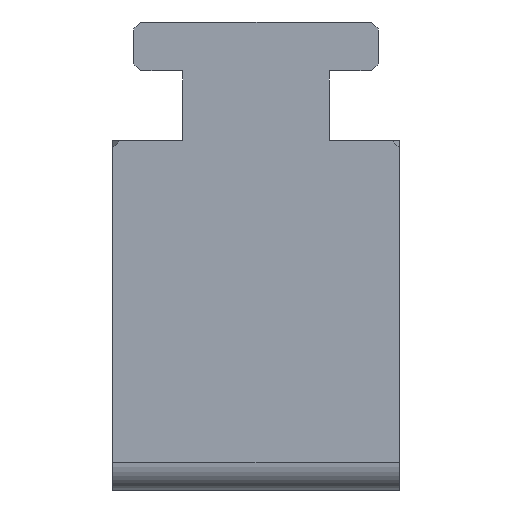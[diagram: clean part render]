
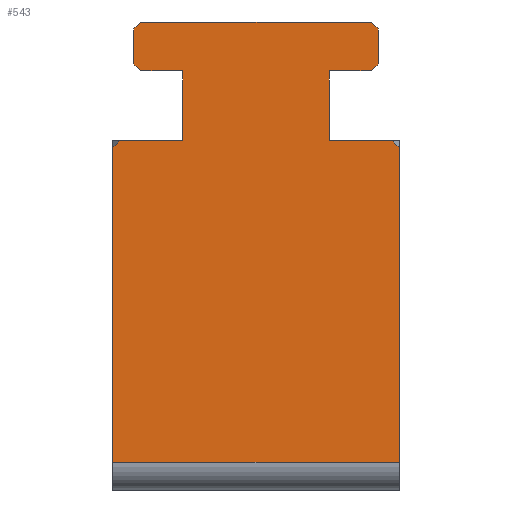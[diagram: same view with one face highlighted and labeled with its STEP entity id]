
A CAD part, left-side view. The second image highlights one B-rep face of the part: STEP entity #543.
In plain terms, the highlighted planar face has unit normal (-1, 0, 0).
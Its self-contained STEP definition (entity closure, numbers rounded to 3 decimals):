
#30 = VERTEX_POINT ( 'NONE', #1287 ) ;
#35 = VERTEX_POINT ( 'NONE', #1292 ) ;
#36 = VERTEX_POINT ( 'NONE', #1293 ) ;
#37 = VERTEX_POINT ( 'NONE', #1294 ) ;
#38 = VERTEX_POINT ( 'NONE', #1295 ) ;
#39 = VERTEX_POINT ( 'NONE', #1296 ) ;
#45 = VERTEX_POINT ( 'NONE', #1302 ) ;
#63 = VERTEX_POINT ( 'NONE', #405 ) ;
#64 = VERTEX_POINT ( 'NONE', #406 ) ;
#65 = VERTEX_POINT ( 'NONE', #407 ) ;
#74 = VERTEX_POINT ( 'NONE', #416 ) ;
#76 = VERTEX_POINT ( 'NONE', #418 ) ;
#77 = VERTEX_POINT ( 'NONE', #419 ) ;
#78 = VERTEX_POINT ( 'NONE', #420 ) ;
#81 = VERTEX_POINT ( 'NONE', #423 ) ;
#83 = VERTEX_POINT ( 'NONE', #425 ) ;
#87 = VERTEX_POINT ( 'NONE', #429 ) ;
#90 = VERTEX_POINT ( 'NONE', #432 ) ;
#153 = LINE ( 'NONE', #1617, #156 ) ;
#155 = LINE ( 'NONE', #1619, #158 ) ;
#156 = VECTOR ( 'NONE', #1618, 1000. ) ;
#158 = VECTOR ( 'NONE', #1620, 1000. ) ;
#405 = CARTESIAN_POINT ( 'NONE',  ( -162.957, 20.5, 47.007 ) ) ;
#406 = CARTESIAN_POINT ( 'NONE',  ( -162.957, -17.5, 59.007 ) ) ;
#407 = CARTESIAN_POINT ( 'NONE',  ( -162.957, -17.5, 64.007 ) ) ;
#416 = CARTESIAN_POINT ( 'NONE',  ( -162.957, -16.5, 65.007 ) ) ;
#418 = CARTESIAN_POINT ( 'NONE',  ( -162.957, 16.5, 58.007 ) ) ;
#419 = CARTESIAN_POINT ( 'NONE',  ( -162.957, -10.5, 48.007 ) ) ;
#420 = CARTESIAN_POINT ( 'NONE',  ( -162.957, 10.5, 58.007 ) ) ;
#423 = CARTESIAN_POINT ( 'NONE',  ( -162.957, 10.5, 48.007 ) ) ;
#425 = CARTESIAN_POINT ( 'NONE',  ( -162.957, 17.5, 59.007 ) ) ;
#429 = CARTESIAN_POINT ( 'NONE',  ( -162.957, 20.5, 2. ) ) ;
#432 = CARTESIAN_POINT ( 'NONE',  ( -162.957, -20.5, 2. ) ) ;
#543 = ADVANCED_FACE ( 'NONE', ( #1179 ), #798, .F. ) ;
#593 = CARTESIAN_POINT ( 'NONE',  ( -162.957, -20.5, 2. ) ) ;
#594 = DIRECTION ( 'NONE',  ( 0., 1., 0. ) ) ;
#611 = CARTESIAN_POINT ( 'NONE',  ( -162.957, -10.5, 68.007 ) ) ;
#612 = DIRECTION ( 'NONE',  ( 0., 0., 1. ) ) ;
#613 = CARTESIAN_POINT ( 'NONE',  ( -162.957, -20.5, 48.007 ) ) ;
#615 = EDGE_CURVE ( 'NONE', #81, #37, #1205, .T. ) ;
#619 = EDGE_CURVE ( 'NONE', #78, #81, #1214, .T. ) ;
#620 = EDGE_CURVE ( 'NONE', #76, #78, #1216, .T. ) ;
#623 = EDGE_CURVE ( 'NONE', #83, #39, #1222, .T. ) ;
#629 = EDGE_CURVE ( 'NONE', #65, #64, #1234, .T. ) ;
#633 = EDGE_CURVE ( 'NONE', #35, #45, #1242, .T. ) ;
#634 = EDGE_CURVE ( 'NONE', #65, #74, #1244, .T. ) ;
#635 = EDGE_CURVE ( 'NONE', #38, #74, #1246, .T. ) ;
#636 = EDGE_CURVE ( 'NONE', #38, #39, #1240, .T. ) ;
#637 = EDGE_CURVE ( 'NONE', #83, #76, #1250, .T. ) ;
#638 = EDGE_CURVE ( 'NONE', #37, #63, #1252, .T. ) ;
#639 = EDGE_CURVE ( 'NONE', #87, #63, #1254, .T. ) ;
#640 = EDGE_CURVE ( 'NONE', #36, #90, #1248, .T. ) ;
#720 = EDGE_CURVE ( 'NONE', #90, #87, #1378, .T. ) ;
#725 = EDGE_CURVE ( 'NONE', #77, #35, #1387, .T. ) ;
#726 = EDGE_CURVE ( 'NONE', #30, #77, #1389, .T. ) ;
#791 = CARTESIAN_POINT ( 'NONE',  ( -162.957, -20.5, 68.007 ) ) ;
#798 = PLANE ( 'NONE',  #1540 ) ;
#869 = EDGE_LOOP ( 'NONE', ( #1505, #1504, #1503, #1502, #1501, #1500, #1499, #1498, #1497, #1496, #1495, #1494, #1493, #1492, #1491, #1490, #1489, #1488 ) ) ;
#906 = DIRECTION ( 'NONE',  ( 1., 0., 0. ) ) ;
#981 = DIRECTION ( 'NONE',  ( 0., 0., -1. ) ) ;
#1042 = EDGE_CURVE ( 'NONE', #36, #30, #153, .T. ) ;
#1043 = EDGE_CURVE ( 'NONE', #45, #64, #155, .T. ) ;
#1179 = FACE_OUTER_BOUND ( 'NONE', #869, .T. ) ;
#1205 = LINE ( 'NONE', #1336, #1209 ) ;
#1209 = VECTOR ( 'NONE', #1330, 1000. ) ;
#1214 = LINE ( 'NONE', #1706, #1217 ) ;
#1216 = LINE ( 'NONE', #1708, #1219 ) ;
#1217 = VECTOR ( 'NONE', #1707, 1000. ) ;
#1219 = VECTOR ( 'NONE', #1709, 1000. ) ;
#1222 = LINE ( 'NONE', #1714, #1225 ) ;
#1225 = VECTOR ( 'NONE', #1716, 1000. ) ;
#1234 = LINE ( 'NONE', #1726, #1237 ) ;
#1237 = VECTOR ( 'NONE', #1727, 1000. ) ;
#1240 = LINE ( 'NONE', #1723, #1251 ) ;
#1242 = LINE ( 'NONE', #1734, #1245 ) ;
#1244 = LINE ( 'NONE', #1736, #1247 ) ;
#1245 = VECTOR ( 'NONE', #1735, 1000. ) ;
#1246 = LINE ( 'NONE', #1738, #1249 ) ;
#1247 = VECTOR ( 'NONE', #1737, 1000. ) ;
#1248 = LINE ( 'NONE', #1731, #1259 ) ;
#1249 = VECTOR ( 'NONE', #1740, 1000. ) ;
#1250 = LINE ( 'NONE', #1742, #1253 ) ;
#1251 = VECTOR ( 'NONE', #1741, 1000. ) ;
#1252 = LINE ( 'NONE', #1744, #1255 ) ;
#1253 = VECTOR ( 'NONE', #1743, 1000. ) ;
#1254 = LINE ( 'NONE', #1746, #1257 ) ;
#1255 = VECTOR ( 'NONE', #1745, 1000. ) ;
#1257 = VECTOR ( 'NONE', #1748, 1000. ) ;
#1259 = VECTOR ( 'NONE', #1749, 1000. ) ;
#1287 = CARTESIAN_POINT ( 'NONE',  ( -162.957, -19.5, 48.007 ) ) ;
#1292 = CARTESIAN_POINT ( 'NONE',  ( -162.957, -10.5, 58.007 ) ) ;
#1293 = CARTESIAN_POINT ( 'NONE',  ( -162.957, -20.5, 47.007 ) ) ;
#1294 = CARTESIAN_POINT ( 'NONE',  ( -162.957, 19.5, 48.007 ) ) ;
#1295 = CARTESIAN_POINT ( 'NONE',  ( -162.957, 16.5, 65.007 ) ) ;
#1296 = CARTESIAN_POINT ( 'NONE',  ( -162.957, 17.5, 64.007 ) ) ;
#1302 = CARTESIAN_POINT ( 'NONE',  ( -162.957, -16.5, 58.007 ) ) ;
#1330 = DIRECTION ( 'NONE',  ( 0., 1., 0. ) ) ;
#1336 = CARTESIAN_POINT ( 'NONE',  ( -162.957, -20.5, 48.007 ) ) ;
#1378 = LINE ( 'NONE', #593, #1380 ) ;
#1380 = VECTOR ( 'NONE', #594, 1000. ) ;
#1387 = LINE ( 'NONE', #611, #1390 ) ;
#1389 = LINE ( 'NONE', #613, #1392 ) ;
#1390 = VECTOR ( 'NONE', #612, 1000. ) ;
#1392 = VECTOR ( 'NONE', #1638, 1000. ) ;
#1488 = ORIENTED_EDGE ( 'NONE', *, *, #1043, .T. ) ;
#1489 = ORIENTED_EDGE ( 'NONE', *, *, #633, .T. ) ;
#1490 = ORIENTED_EDGE ( 'NONE', *, *, #725, .T. ) ;
#1491 = ORIENTED_EDGE ( 'NONE', *, *, #726, .T. ) ;
#1492 = ORIENTED_EDGE ( 'NONE', *, *, #1042, .T. ) ;
#1493 = ORIENTED_EDGE ( 'NONE', *, *, #640, .F. ) ;
#1494 = ORIENTED_EDGE ( 'NONE', *, *, #720, .F. ) ;
#1495 = ORIENTED_EDGE ( 'NONE', *, *, #639, .F. ) ;
#1496 = ORIENTED_EDGE ( 'NONE', *, *, #638, .T. ) ;
#1497 = ORIENTED_EDGE ( 'NONE', *, *, #615, .T. ) ;
#1498 = ORIENTED_EDGE ( 'NONE', *, *, #619, .T. ) ;
#1499 = ORIENTED_EDGE ( 'NONE', *, *, #620, .T. ) ;
#1500 = ORIENTED_EDGE ( 'NONE', *, *, #637, .T. ) ;
#1501 = ORIENTED_EDGE ( 'NONE', *, *, #623, .F. ) ;
#1502 = ORIENTED_EDGE ( 'NONE', *, *, #636, .T. ) ;
#1503 = ORIENTED_EDGE ( 'NONE', *, *, #635, .F. ) ;
#1504 = ORIENTED_EDGE ( 'NONE', *, *, #634, .T. ) ;
#1505 = ORIENTED_EDGE ( 'NONE', *, *, #629, .F. ) ;
#1540 = AXIS2_PLACEMENT_3D ( 'NONE', #791, #906, #981 ) ;
#1617 = CARTESIAN_POINT ( 'NONE',  ( -162.957, -19.5, 48.007 ) ) ;
#1618 = DIRECTION ( 'NONE',  ( 0., 0.707, 0.707 ) ) ;
#1619 = CARTESIAN_POINT ( 'NONE',  ( -162.957, -16.5, 58.007 ) ) ;
#1620 = DIRECTION ( 'NONE',  ( 0., -0.707, 0.707 ) ) ;
#1638 = DIRECTION ( 'NONE',  ( 0., 1., 0. ) ) ;
#1706 = CARTESIAN_POINT ( 'NONE',  ( -162.957, 10.5, 68.007 ) ) ;
#1707 = DIRECTION ( 'NONE',  ( 0., 0., -1. ) ) ;
#1708 = CARTESIAN_POINT ( 'NONE',  ( -162.957, -20.5, 58.007 ) ) ;
#1709 = DIRECTION ( 'NONE',  ( 0., -1., 0. ) ) ;
#1714 = CARTESIAN_POINT ( 'NONE',  ( -162.957, 17.5, 58.007 ) ) ;
#1716 = DIRECTION ( 'NONE',  ( 0., 0., 1. ) ) ;
#1723 = CARTESIAN_POINT ( 'NONE',  ( -162.957, 16.5, 65.007 ) ) ;
#1726 = CARTESIAN_POINT ( 'NONE',  ( -162.957, -17.5, 58.007 ) ) ;
#1727 = DIRECTION ( 'NONE',  ( 0., 0., -1. ) ) ;
#1731 = CARTESIAN_POINT ( 'NONE',  ( -162.957, -20.5, 68.007 ) ) ;
#1734 = CARTESIAN_POINT ( 'NONE',  ( -162.957, -20.5, 58.007 ) ) ;
#1735 = DIRECTION ( 'NONE',  ( 0., -1., 0. ) ) ;
#1736 = CARTESIAN_POINT ( 'NONE',  ( -162.957, -17.5, 64.007 ) ) ;
#1737 = DIRECTION ( 'NONE',  ( 0., 0.707, 0.707 ) ) ;
#1738 = CARTESIAN_POINT ( 'NONE',  ( -162.957, 17.5, 65.007 ) ) ;
#1740 = DIRECTION ( 'NONE',  ( 0., -1., 0. ) ) ;
#1741 = DIRECTION ( 'NONE',  ( 0., 0.707, -0.707 ) ) ;
#1742 = CARTESIAN_POINT ( 'NONE',  ( -162.957, 16.5, 58.007 ) ) ;
#1743 = DIRECTION ( 'NONE',  ( 0., -0.707, -0.707 ) ) ;
#1744 = CARTESIAN_POINT ( 'NONE',  ( -162.957, 20.5, 47.007 ) ) ;
#1745 = DIRECTION ( 'NONE',  ( 0., 0.707, -0.707 ) ) ;
#1746 = CARTESIAN_POINT ( 'NONE',  ( -162.957, 20.5, 68.007 ) ) ;
#1748 = DIRECTION ( 'NONE',  ( 0., 0., 1. ) ) ;
#1749 = DIRECTION ( 'NONE',  ( 0., 0., -1. ) ) ;
